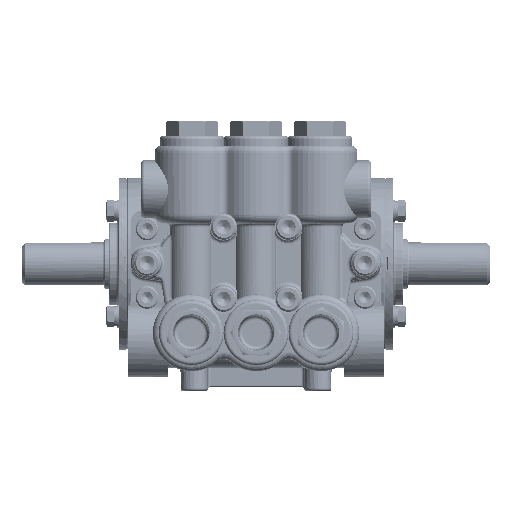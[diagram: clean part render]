
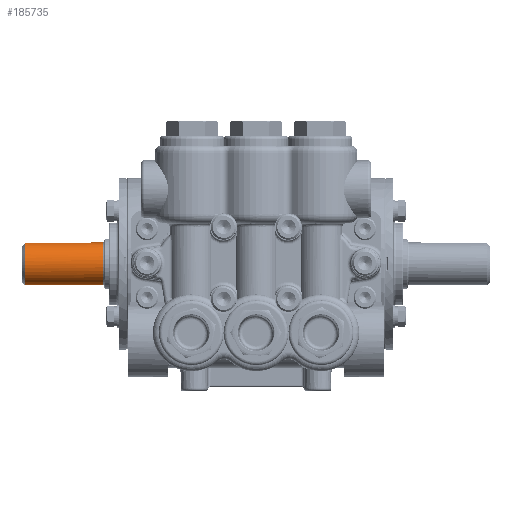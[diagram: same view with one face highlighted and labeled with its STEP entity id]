
A CAD part, top view. The second image highlights one B-rep face of the part: STEP entity #185735.
In plain terms, the highlighted cylindrical face has radius 15 mm (diameter 30 mm), a partial arc.
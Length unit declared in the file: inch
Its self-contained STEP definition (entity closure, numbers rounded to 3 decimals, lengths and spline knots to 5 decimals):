
#544 = LINE ( 'NONE', #73553, #214689 ) ;
#5122 = CARTESIAN_POINT ( 'NONE',  ( -6.49606, 0.59055, 0. ) ) ;
#7011 = B_SPLINE_CURVE_WITH_KNOTS ( 'NONE', 3,
 ( #76767, #111495, #128303, #201302, #147450, #37316, #149808, #110307, #112680, #183381, #222839, #204844, #40861, #113855, #151005, #19332, #165439, #60034 ),
 .UNSPECIFIED., .F., .F.,
 ( 4, 2, 2, 2, 2, 2, 2, 2, 4 ),
 ( 0., 0.00079, 0.00157, 0.00236, 0.00314, 0.00393, 0.00471, 0.0055, 0.00628 ),
 .UNSPECIFIED. ) ;
#8700 = DIRECTION ( 'NONE',  ( 1., 0., 0. ) ) ;
#9745 = DIRECTION ( 'NONE',  ( -1., 0., 0. ) ) ;
#13535 = CIRCLE ( 'NONE', #109166, 0.59055 ) ;
#19332 = CARTESIAN_POINT ( 'NONE',  ( -4.70383, 0.56945, 0.15647 ) ) ;
#22946 = AXIS2_PLACEMENT_3D ( 'NONE', #81719, #8700, #99665 ) ;
#24551 = DIRECTION ( 'NONE',  ( 0., -1., 0. ) ) ;
#25762 = CARTESIAN_POINT ( 'NONE',  ( -6.41732, -0.59055, 0. ) ) ;
#28707 = CARTESIAN_POINT ( 'NONE',  ( -4.72441, 0.56917, 0.15748 ) ) ;
#34586 = ORIENTED_EDGE ( 'NONE', *, *, #53286, .T. ) ;
#37316 = CARTESIAN_POINT ( 'NONE',  ( -4.58298, 0.58646, 0.07002 ) ) ;
#37643 = DIRECTION ( 'NONE',  ( 1., 0., 0. ) ) ;
#37806 = CARTESIAN_POINT ( 'NONE',  ( -6.49606, 0., 0. ) ) ;
#40861 = CARTESIAN_POINT ( 'NONE',  ( -4.65455, 0.57336, 0.14151 ) ) ;
#42049 = VERTEX_POINT ( 'NONE', #228913 ) ;
#43167 = CARTESIAN_POINT ( 'NONE',  ( -4.24409, -0.59055, 0. ) ) ;
#53286 = EDGE_CURVE ( 'NONE', #232479, #209448, #13535, .T. ) ;
#53582 = CIRCLE ( 'NONE', #22946, 0.59055 ) ;
#60034 = CARTESIAN_POINT ( 'NONE',  ( -4.72441, 0.56917, 0.15748 ) ) ;
#61278 = CARTESIAN_POINT ( 'NONE',  ( -4.24409, 0.59055, 0. ) ) ;
#67069 = VERTEX_POINT ( 'NONE', #101720 ) ;
#73553 = CARTESIAN_POINT ( 'NONE',  ( -6.49606, -0.59055, 0. ) ) ;
#74650 = VERTEX_POINT ( 'NONE', #28707 ) ;
#76767 = CARTESIAN_POINT ( 'NONE',  ( -4.56693, 0.59055, 0. ) ) ;
#81719 = CARTESIAN_POINT ( 'NONE',  ( -6.41732, 0., 0. ) ) ;
#82490 = AXIS2_PLACEMENT_3D ( 'NONE', #37806, #204137, #24551 ) ;
#87090 = CARTESIAN_POINT ( 'NONE',  ( -4.24409, 0., 0. ) ) ;
#99665 = DIRECTION ( 'NONE',  ( 0., 1., 0. ) ) ;
#101720 = CARTESIAN_POINT ( 'NONE',  ( -6.41732, 0.56917, 0.15748 ) ) ;
#107736 = EDGE_LOOP ( 'NONE', ( #180173, #225180, #187143, #182151, #158441, #34586 ) ) ;
#109166 = AXIS2_PLACEMENT_3D ( 'NONE', #87090, #230824, #160201 ) ;
#110307 = CARTESIAN_POINT ( 'NONE',  ( -4.59926, 0.58274, 0.09614 ) ) ;
#111495 = CARTESIAN_POINT ( 'NONE',  ( -4.56693, 0.59055, 0.01046 ) ) ;
#112680 = CARTESIAN_POINT ( 'NONE',  ( -4.60588, 0.58133, 0.10419 ) ) ;
#113855 = CARTESIAN_POINT ( 'NONE',  ( -4.67349, 0.57136, 0.14937 ) ) ;
#128303 = CARTESIAN_POINT ( 'NONE',  ( -4.56796, 0.59027, 0.02073 ) ) ;
#134421 = LINE ( 'NONE', #5122, #206221 ) ;
#147450 = CARTESIAN_POINT ( 'NONE',  ( -4.57505, 0.58843, 0.05097 ) ) ;
#149808 = CARTESIAN_POINT ( 'NONE',  ( -4.58782, 0.5853, 0.07905 ) ) ;
#151005 = CARTESIAN_POINT ( 'NONE',  ( -4.68347, 0.57055, 0.15242 ) ) ;
#152156 = EDGE_CURVE ( 'NONE', #42049, #209448, #134421, .T. ) ;
#157622 = VECTOR ( 'NONE', #9745, 39.37008 ) ;
#158441 = ORIENTED_EDGE ( 'NONE', *, *, #236821, .T. ) ;
#160201 = DIRECTION ( 'NONE',  ( 0., -1., 0. ) ) ;
#165439 = CARTESIAN_POINT ( 'NONE',  ( -4.71408, 0.56917, 0.15748 ) ) ;
#180173 = ORIENTED_EDGE ( 'NONE', *, *, #152156, .F. ) ;
#182151 = ORIENTED_EDGE ( 'NONE', *, *, #232275, .T. ) ;
#183381 = CARTESIAN_POINT ( 'NONE',  ( -4.62035, 0.57856, 0.11864 ) ) ;
#185735 = ADVANCED_FACE ( 'NONE', ( #220960 ), #186221, .T. ) ;
#185969 = VERTEX_POINT ( 'NONE', #25762 ) ;
#186221 = CYLINDRICAL_SURFACE ( 'NONE', #82490, 0.59055 ) ;
#187143 = ORIENTED_EDGE ( 'NONE', *, *, #216263, .T. ) ;
#188083 = EDGE_CURVE ( 'NONE', #42049, #74650, #7011, .T. ) ;
#201302 = CARTESIAN_POINT ( 'NONE',  ( -4.57199, 0.58922, 0.04093 ) ) ;
#204137 = DIRECTION ( 'NONE',  ( 1., 0., 0. ) ) ;
#204844 = CARTESIAN_POINT ( 'NONE',  ( -4.64546, 0.57455, 0.13665 ) ) ;
#206221 = VECTOR ( 'NONE', #208602, 39.37008 ) ;
#208602 = DIRECTION ( 'NONE',  ( 1., 0., 0. ) ) ;
#209448 = VERTEX_POINT ( 'NONE', #61278 ) ;
#210866 = CARTESIAN_POINT ( 'NONE',  ( -6.49606, 0.56917, 0.15748 ) ) ;
#214689 = VECTOR ( 'NONE', #37643, 39.37008 ) ;
#216263 = EDGE_CURVE ( 'NONE', #74650, #67069, #227671, .T. ) ;
#220960 = FACE_OUTER_BOUND ( 'NONE', #107736, .T. ) ;
#222839 = CARTESIAN_POINT ( 'NONE',  ( -4.62825, 0.57717, 0.12514 ) ) ;
#225180 = ORIENTED_EDGE ( 'NONE', *, *, #188083, .T. ) ;
#227671 = LINE ( 'NONE', #210866, #157622 ) ;
#228913 = CARTESIAN_POINT ( 'NONE',  ( -4.56693, 0.59055, 0. ) ) ;
#230824 = DIRECTION ( 'NONE',  ( -1., 0., 0. ) ) ;
#232275 = EDGE_CURVE ( 'NONE', #67069, #185969, #53582, .T. ) ;
#232479 = VERTEX_POINT ( 'NONE', #43167 ) ;
#236821 = EDGE_CURVE ( 'NONE', #185969, #232479, #544, .T. ) ;
